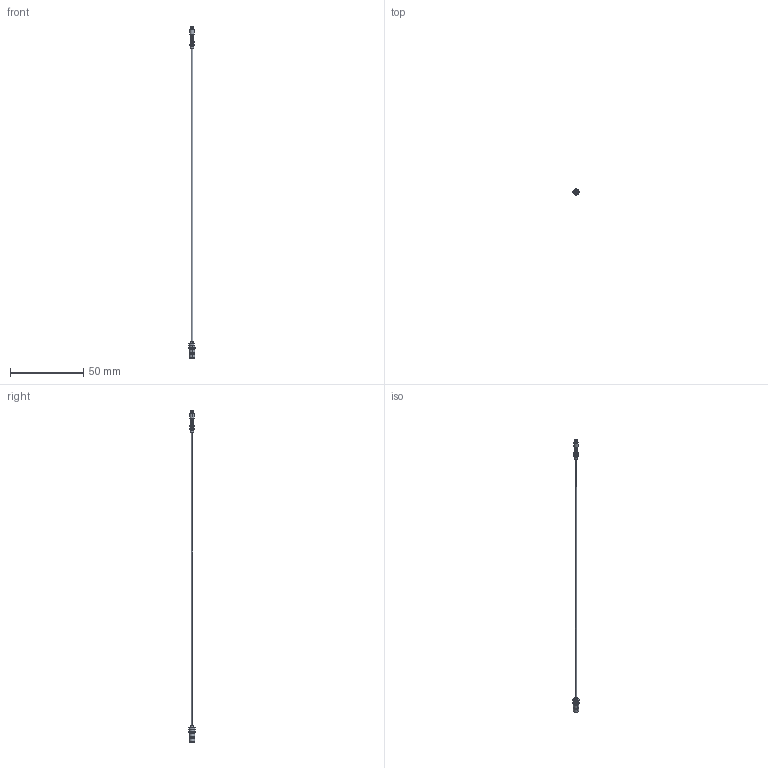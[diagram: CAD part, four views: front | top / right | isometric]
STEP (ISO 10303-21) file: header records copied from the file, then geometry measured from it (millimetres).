
FILE_DESCRIPTION (( 'STEP AP214' ), '1' );
FILE_NAME ('FMCA100368_3D.step', '2025-08-08T16:27:14', ( '' ), ( '' ), 'SwSTEP 2.0', 'SolidWorks 2022', '' );
FILE_SCHEMA (( 'AUTOMOTIVE_DESIGN' ));
Length unit declared in the file: inch
Products named in the file (11): FMCN49819; SMPS Female VITA 67.3 Backplane Contact for .047 Cable(002-SD3H0N-NS)2.stp; SMPS Female VITA 67.3 Backplane Contact for .047 Cable(002-SD3H0N-NS).stp; SMPM Male VITA 67.3 Plug In Contact for .047 Cable（008-SC1H0N-NS）1.stp; SMPM Male VITA 67.3 Plug In Contact for .047 Cable（008-SC1H0N-NS）2.stp; FMCN49829; FMCA100368_3D; SMPS Female VITA 67.3 Backplane Contact for .047 Cable(002-SD3H0N-NS)3.stp; SMPM Male VITA 67.3 Plug In Contact for .047 Cable（008-SC1H0N-NS）.stp; SMPS Female VITA 67.3 Backplane Contact for .047 Cable(002-SD3H0N-NS)1.stp; FM-SR047CU-COIL_no label
Assembly tree (10 placements, depth 4):
  FMCA100368_3D
    FM-SR047CU-COIL_no label
    FMCN49829
      SMPS Female VITA 67.3 Backplane Contact for .047 Cable(002-SD3H0N-NS).stp
        SMPS Female VITA 67.3 Backplane Contact for .047 Cable(002-SD3H0N-NS)1.stp
        SMPS Female VITA 67.3 Backplane Contact for .047 Cable(002-SD3H0N-NS)2.stp
        SMPS Female VITA 67.3 Backplane Contact for .047 Cable(002-SD3H0N-NS)3.stp
    FMCN49819
      SMPM Male VITA 67.3 Plug In Contact for .047 Cable（008-SC1H0N-NS）.stp
        SMPM Male VITA 67.3 Plug In Contact for .047 Cable（008-SC1H0N-NS）1.stp
        SMPM Male VITA 67.3 Plug In Contact for .047 Cable（008-SC1H0N-NS）2.stp
Bounding box: 4.18 x 4.22 x 226.09 mm (x, y, z)
Volume: 373.7 mm3; surface area: 1289.4 mm2
Topology: 6 solids, 8 shells, 233 faces, 569 edges, 365 vertices
Faces by surface type: cylinder 86, plane 75, cone 36, torus 24, bspline 10, sphere 2
Entity records: 12313 total; most frequent: CARTESIAN_POINT 5747, DIRECTION 1201, ORIENTED_EDGE 1134, EDGE_CURVE 567, AXIS2_PLACEMENT_3D 495, VERTEX_POINT 365, CIRCLE 255, EDGE_LOOP 250
